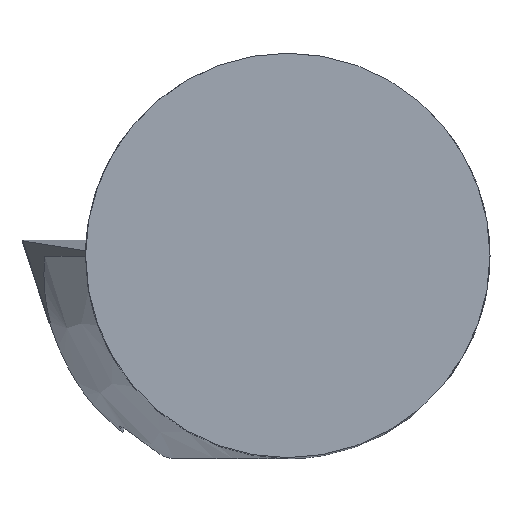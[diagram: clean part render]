
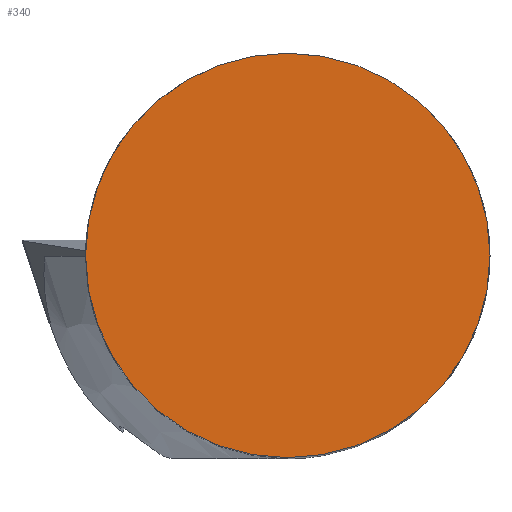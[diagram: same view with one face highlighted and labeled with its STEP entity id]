
A CAD part, top view. The second image highlights one B-rep face of the part: STEP entity #340.
In plain terms, the highlighted planar face has unit normal (0, 0, 1).
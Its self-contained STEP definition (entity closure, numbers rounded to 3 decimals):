
#340=ADVANCED_FACE('240[2]',(#736),#737,.T.);
#439=EDGE_CURVE('240[2]',#850,#850,#851,.T.);
#736=FACE_OUTER_BOUND('',#1353,.T.);
#737=PLANE('',#1354);
#850=VERTEX_POINT('',#1591);
#851=CIRCLE('',#1592,6.0);
#1353=EDGE_LOOP('',(#1909));
#1354=AXIS2_PLACEMENT_3D('',#1910,#1911,#1912);
#1591=CARTESIAN_POINT('',(-6.0,0.,0.0));
#1592=AXIS2_PLACEMENT_3D('',#2035,#2036,#2037);
#1909=ORIENTED_EDGE('',*,*,#439,.F.);
#1910=CARTESIAN_POINT('',(0.,0.,0.0));
#1911=DIRECTION('',(0.,0.,1.0));
#1912=DIRECTION('',(-1.0,0.,0.0));
#2035=CARTESIAN_POINT('',(0.,0.,0.0));
#2036=DIRECTION('',(0.,0.,-1.0));
#2037=DIRECTION('',(-1.0,0.,0.));
